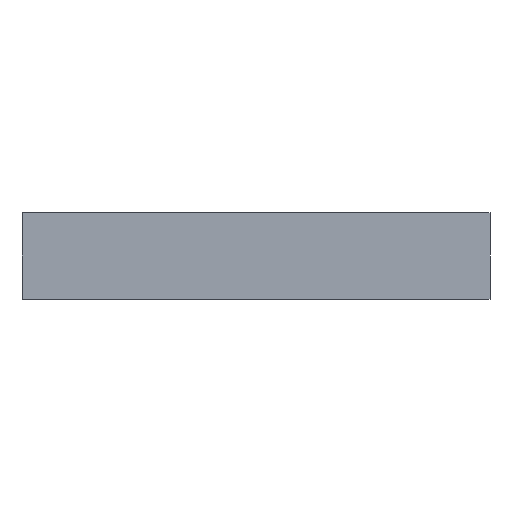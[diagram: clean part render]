
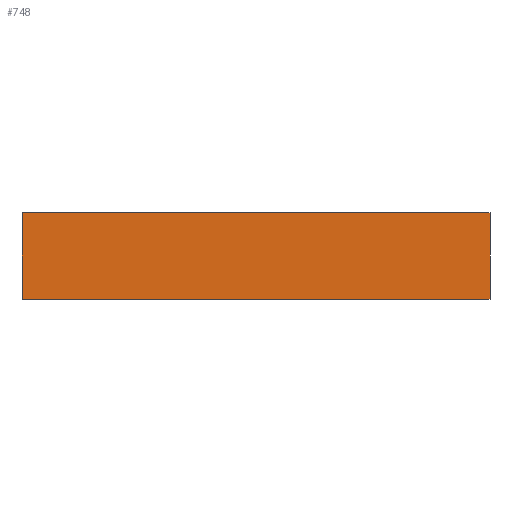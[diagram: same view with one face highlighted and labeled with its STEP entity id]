
A CAD part, left-side view. The second image highlights one B-rep face of the part: STEP entity #748.
In plain terms, the highlighted planar face has unit normal (-1, 0, 0).
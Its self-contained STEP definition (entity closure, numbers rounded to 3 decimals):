
#12 = EDGE_CURVE ( 'NONE', #293, #1137, #717, .T. ) ;
#32 = CARTESIAN_POINT ( 'NONE',  ( -55., -32.5, 6. ) ) ;
#105 = VECTOR ( 'NONE', #736, 1000. ) ;
#187 = VERTEX_POINT ( 'NONE', #703 ) ;
#274 = PLANE ( 'NONE',  #550 ) ;
#276 = EDGE_CURVE ( 'NONE', #187, #1137, #641, .T. ) ;
#293 = VERTEX_POINT ( 'NONE', #533 ) ;
#352 = CARTESIAN_POINT ( 'NONE',  ( -55., 32.5, 6. ) ) ;
#354 = LINE ( 'NONE', #352, #105 ) ;
#360 = DIRECTION ( 'NONE',  ( 1., 0., 0. ) ) ;
#531 = DIRECTION ( 'NONE',  ( 0., -1., 0. ) ) ;
#533 = CARTESIAN_POINT ( 'NONE',  ( -55., -32.5, 6. ) ) ;
#547 = ORIENTED_EDGE ( 'NONE', *, *, #716, .T. ) ;
#550 = AXIS2_PLACEMENT_3D ( 'NONE', #1097, #360, #1013 ) ;
#575 = DIRECTION ( 'NONE',  ( 0., -1., 0. ) ) ;
#603 = FACE_OUTER_BOUND ( 'NONE', #968, .T. ) ;
#622 = ORIENTED_EDGE ( 'NONE', *, *, #12, .F. ) ;
#641 = LINE ( 'NONE', #905, #685 ) ;
#685 = VECTOR ( 'NONE', #531, 1000. ) ;
#686 = VECTOR ( 'NONE', #858, 1000. ) ;
#703 = CARTESIAN_POINT ( 'NONE',  ( -55., 32.5, -6. ) ) ;
#716 = EDGE_CURVE ( 'NONE', #1074, #187, #354, .T. ) ;
#717 = LINE ( 'NONE', #953, #686 ) ;
#736 = DIRECTION ( 'NONE',  ( 0., 0., -1. ) ) ;
#740 = ORIENTED_EDGE ( 'NONE', *, *, #276, .T. ) ;
#748 = ADVANCED_FACE ( 'NONE', ( #603 ), #274, .F. ) ;
#773 = CARTESIAN_POINT ( 'NONE',  ( -55., -32.5, -6. ) ) ;
#858 = DIRECTION ( 'NONE',  ( 0., 0., -1. ) ) ;
#863 = VECTOR ( 'NONE', #575, 1000. ) ;
#905 = CARTESIAN_POINT ( 'NONE',  ( -55., -32.5, -6. ) ) ;
#945 = CARTESIAN_POINT ( 'NONE',  ( -55., 32.5, 6. ) ) ;
#953 = CARTESIAN_POINT ( 'NONE',  ( -55., -32.5, 6. ) ) ;
#961 = EDGE_CURVE ( 'NONE', #1074, #293, #1168, .T. ) ;
#968 = EDGE_LOOP ( 'NONE', ( #740, #622, #1045, #547 ) ) ;
#1013 = DIRECTION ( 'NONE',  ( 0., 0., -1. ) ) ;
#1045 = ORIENTED_EDGE ( 'NONE', *, *, #961, .F. ) ;
#1074 = VERTEX_POINT ( 'NONE', #945 ) ;
#1097 = CARTESIAN_POINT ( 'NONE',  ( -55., -32.5, 6. ) ) ;
#1137 = VERTEX_POINT ( 'NONE', #773 ) ;
#1168 = LINE ( 'NONE', #32, #863 ) ;
